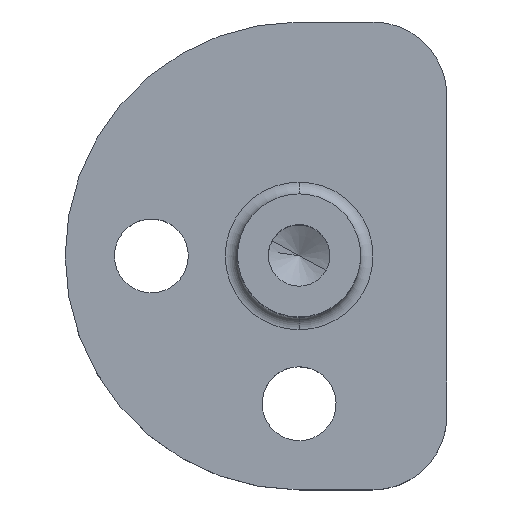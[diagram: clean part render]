
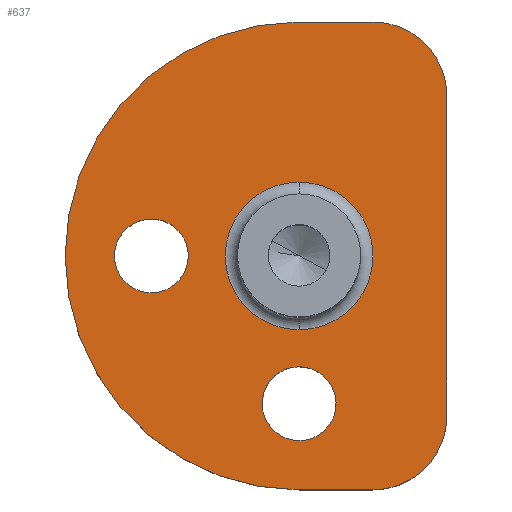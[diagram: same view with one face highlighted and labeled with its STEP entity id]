
A CAD part, top view. The second image highlights one B-rep face of the part: STEP entity #637.
In plain terms, the highlighted planar face has unit normal (0, 0, 1).
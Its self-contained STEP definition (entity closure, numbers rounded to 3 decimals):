
#137=CARTESIAN_POINT('Vertex',(6.,19.,5.)) ;
#151=CARTESIAN_POINT('Vertex',(0.,19.,5.)) ;
#154=CARTESIAN_POINT('Line Origine',(3.,19.,5.)) ;
#177=CARTESIAN_POINT('Vertex',(6.,-19.,5.)) ;
#180=CARTESIAN_POINT('Line Origine',(3.,-19.,5.)) ;
#184=CARTESIAN_POINT('Vertex',(0.,-19.,5.)) ;
#217=CARTESIAN_POINT('Vertex',(12.,13.,5.)) ;
#220=CARTESIAN_POINT('Line Origine',(12.,0.,5.)) ;
#224=CARTESIAN_POINT('Vertex',(12.,-13.,5.)) ;
#257=CARTESIAN_POINT('Vertex',(-2.633,-10.562,5.)) ;
#271=CARTESIAN_POINT('Vertex',(2.633,-13.438,5.)) ;
#274=CARTESIAN_POINT('Axis2P3D Location',(0.,-12.,5.)) ;
#291=CARTESIAN_POINT('Axis2P3D Location',(0.,-12.,5.)) ;
#314=CARTESIAN_POINT('Vertex',(-14.633,1.438,5.)) ;
#328=CARTESIAN_POINT('Vertex',(-9.367,-1.438,5.)) ;
#331=CARTESIAN_POINT('Axis2P3D Location',(-12.,0.,5.)) ;
#348=CARTESIAN_POINT('Axis2P3D Location',(-12.,0.,5.)) ;
#365=CARTESIAN_POINT('Axis2P3D Location',(6.,13.,5.)) ;
#387=CARTESIAN_POINT('Axis2P3D Location',(6.,-13.,5.)) ;
#409=CARTESIAN_POINT('Axis2P3D Location',(0.,0.,5.)) ;
#413=CARTESIAN_POINT('Vertex',(-19.,0.,5.)) ;
#428=CARTESIAN_POINT('Axis2P3D Location',(0.,0.,5.)) ;
#597=CARTESIAN_POINT('Axis2P3D Location',(0.,0.,5.)) ;
#611=CARTESIAN_POINT('Axis2P3D Location',(0.,0.,5.)) ;
#615=CARTESIAN_POINT('Vertex',(0.,6.,5.)) ;
#617=CARTESIAN_POINT('Vertex',(0.,-6.,5.)) ;
#620=CARTESIAN_POINT('Axis2P3D Location',(0.,0.,5.)) ;
#155=DIRECTION('Vector Direction',(1.,0.,0.)) ;
#181=DIRECTION('Vector Direction',(-1.,0.,0.)) ;
#221=DIRECTION('Vector Direction',(0.,-1.,0.)) ;
#275=DIRECTION('Axis2P3D Direction',(0.,-0.,-1.)) ;
#292=DIRECTION('Axis2P3D Direction',(0.,-0.,-1.)) ;
#332=DIRECTION('Axis2P3D Direction',(0.,-0.,-1.)) ;
#349=DIRECTION('Axis2P3D Direction',(0.,-0.,-1.)) ;
#366=DIRECTION('Axis2P3D Direction',(0.,-0.,1.)) ;
#388=DIRECTION('Axis2P3D Direction',(0.,0.,1.)) ;
#410=DIRECTION('Axis2P3D Direction',(0.,0.,1.)) ;
#429=DIRECTION('Axis2P3D Direction',(0.,0.,1.)) ;
#598=DIRECTION('Axis2P3D Direction',(0.,0.,1.)) ;
#599=DIRECTION('Axis2P3D XDirection',(1.,0.,0.)) ;
#612=DIRECTION('Axis2P3D Direction',(0.,0.,1.)) ;
#621=DIRECTION('Axis2P3D Direction',(0.,0.,1.)) ;
#276=AXIS2_PLACEMENT_3D('Circle Axis2P3D',#274,#275,$) ;
#293=AXIS2_PLACEMENT_3D('Circle Axis2P3D',#291,#292,$) ;
#333=AXIS2_PLACEMENT_3D('Circle Axis2P3D',#331,#332,$) ;
#350=AXIS2_PLACEMENT_3D('Circle Axis2P3D',#348,#349,$) ;
#367=AXIS2_PLACEMENT_3D('Circle Axis2P3D',#365,#366,$) ;
#389=AXIS2_PLACEMENT_3D('Circle Axis2P3D',#387,#388,$) ;
#411=AXIS2_PLACEMENT_3D('Circle Axis2P3D',#409,#410,$) ;
#430=AXIS2_PLACEMENT_3D('Circle Axis2P3D',#428,#429,$) ;
#600=AXIS2_PLACEMENT_3D('Plane Axis2P3D',#597,#598,#599) ;
#613=AXIS2_PLACEMENT_3D('Circle Axis2P3D',#611,#612,$) ;
#622=AXIS2_PLACEMENT_3D('Circle Axis2P3D',#620,#621,$) ;
#603=ORIENTED_EDGE('',*,*,#158,.T.) ;
#604=ORIENTED_EDGE('',*,*,#415,.F.) ;
#605=ORIENTED_EDGE('',*,*,#432,.F.) ;
#606=ORIENTED_EDGE('',*,*,#186,.T.) ;
#607=ORIENTED_EDGE('',*,*,#391,.F.) ;
#608=ORIENTED_EDGE('',*,*,#226,.T.) ;
#609=ORIENTED_EDGE('',*,*,#369,.F.) ;
#626=ORIENTED_EDGE('',*,*,#619,.T.) ;
#627=ORIENTED_EDGE('',*,*,#624,.T.) ;
#630=ORIENTED_EDGE('',*,*,#352,.F.) ;
#631=ORIENTED_EDGE('',*,*,#335,.F.) ;
#634=ORIENTED_EDGE('',*,*,#295,.F.) ;
#635=ORIENTED_EDGE('',*,*,#278,.F.) ;
#628=FACE_BOUND('',#625,.T.) ;
#632=FACE_BOUND('',#629,.T.) ;
#636=FACE_BOUND('',#633,.T.) ;
#156=VECTOR('Line Direction',#155,1.) ;
#182=VECTOR('Line Direction',#181,1.) ;
#222=VECTOR('Line Direction',#221,1.) ;
#637=ADVANCED_FACE('Corps principal',(#610,#628,#632,#636),#601,.T.) ;
#277=CIRCLE('generated circle',#276,3.) ;
#294=CIRCLE('generated circle',#293,3.) ;
#334=CIRCLE('generated circle',#333,3.) ;
#351=CIRCLE('generated circle',#350,3.) ;
#368=CIRCLE('generated circle',#367,6.) ;
#390=CIRCLE('generated circle',#389,6.) ;
#412=CIRCLE('generated circle',#411,19.) ;
#431=CIRCLE('generated circle',#430,19.) ;
#614=CIRCLE('generated circle',#613,6.) ;
#623=CIRCLE('generated circle',#622,6.) ;
#158=EDGE_CURVE('',#138,#152,#157,.F.) ;
#186=EDGE_CURVE('',#185,#178,#183,.F.) ;
#226=EDGE_CURVE('',#225,#218,#223,.F.) ;
#278=EDGE_CURVE('',#272,#258,#277,.F.) ;
#295=EDGE_CURVE('',#258,#272,#294,.F.) ;
#335=EDGE_CURVE('',#329,#315,#334,.F.) ;
#352=EDGE_CURVE('',#315,#329,#351,.F.) ;
#369=EDGE_CURVE('',#138,#218,#368,.F.) ;
#391=EDGE_CURVE('',#225,#178,#390,.F.) ;
#415=EDGE_CURVE('',#414,#152,#412,.F.) ;
#432=EDGE_CURVE('',#185,#414,#431,.F.) ;
#619=EDGE_CURVE('',#616,#618,#614,.F.) ;
#624=EDGE_CURVE('',#618,#616,#623,.F.) ;
#602=EDGE_LOOP('',(#603,#604,#605,#606,#607,#608,#609)) ;
#625=EDGE_LOOP('',(#626,#627)) ;
#629=EDGE_LOOP('',(#630,#631)) ;
#633=EDGE_LOOP('',(#634,#635)) ;
#610=FACE_OUTER_BOUND('',#602,.T.) ;
#157=LINE('Line',#154,#156) ;
#183=LINE('Line',#180,#182) ;
#223=LINE('Line',#220,#222) ;
#601=PLANE('',#600) ;
#138=VERTEX_POINT('',#137) ;
#152=VERTEX_POINT('',#151) ;
#178=VERTEX_POINT('',#177) ;
#185=VERTEX_POINT('',#184) ;
#218=VERTEX_POINT('',#217) ;
#225=VERTEX_POINT('',#224) ;
#258=VERTEX_POINT('',#257) ;
#272=VERTEX_POINT('',#271) ;
#315=VERTEX_POINT('',#314) ;
#329=VERTEX_POINT('',#328) ;
#414=VERTEX_POINT('',#413) ;
#616=VERTEX_POINT('',#615) ;
#618=VERTEX_POINT('',#617) ;
